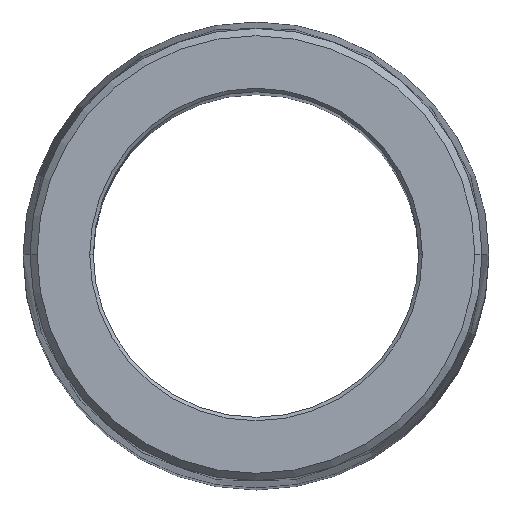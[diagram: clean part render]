
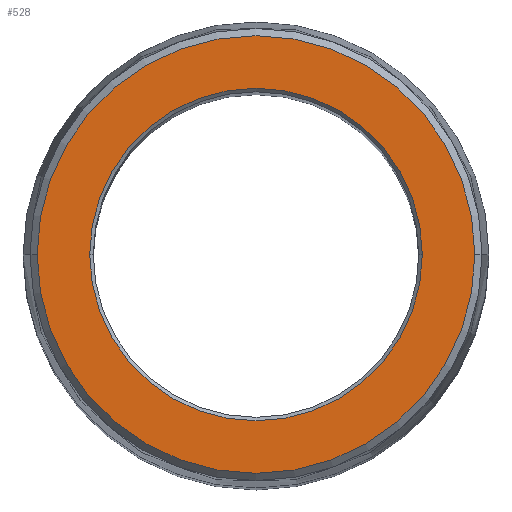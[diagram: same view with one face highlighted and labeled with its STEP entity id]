
A CAD part, top view. The second image highlights one B-rep face of the part: STEP entity #528.
In plain terms, the highlighted planar face has unit normal (0, 0, 1).
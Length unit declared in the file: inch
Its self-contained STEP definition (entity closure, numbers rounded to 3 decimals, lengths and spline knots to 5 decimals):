
#36 = PLANE ( 'NONE',  #185 ) ;
#40 = CARTESIAN_POINT ( 'NONE',  ( -0.77975, 0., 6. ) ) ;
#71 = EDGE_CURVE ( 'NONE', #499, #331, #125, .T. ) ;
#78 = ORIENTED_EDGE ( 'NONE', *, *, #71, .T. ) ;
#87 = FACE_BOUND ( 'NONE', #330, .T. ) ;
#92 = EDGE_CURVE ( 'NONE', #489, #108, #203, .T. ) ;
#99 = AXIS2_PLACEMENT_3D ( 'NONE', #426, #336, #253 ) ;
#108 = VERTEX_POINT ( 'NONE', #222 ) ;
#125 = CIRCLE ( 'NONE', #225, 0.5925 ) ;
#134 = AXIS2_PLACEMENT_3D ( 'NONE', #196, #282, #365 ) ;
#177 = DIRECTION ( 'NONE',  ( 1., 0., 0. ) ) ;
#185 = AXIS2_PLACEMENT_3D ( 'NONE', #333, #258, #177 ) ;
#187 = ORIENTED_EDGE ( 'NONE', *, *, #525, .T. ) ;
#196 = CARTESIAN_POINT ( 'NONE',  ( 0., 0., 6. ) ) ;
#203 = CIRCLE ( 'NONE', #310, 0.77975 ) ;
#215 = DIRECTION ( 'NONE',  ( 0., 0., 1. ) ) ;
#220 = DIRECTION ( 'NONE',  ( 1., 0., 0. ) ) ;
#222 = CARTESIAN_POINT ( 'NONE',  ( 0.77975, 0., 6. ) ) ;
#225 = AXIS2_PLACEMENT_3D ( 'NONE', #511, #465, #220 ) ;
#253 = DIRECTION ( 'NONE',  ( 1., 0., 0. ) ) ;
#258 = DIRECTION ( 'NONE',  ( 0., 0., 1. ) ) ;
#282 = DIRECTION ( 'NONE',  ( 0., 0., 1. ) ) ;
#285 = EDGE_LOOP ( 'NONE', ( #506, #505 ) ) ;
#288 = CARTESIAN_POINT ( 'NONE',  ( 0., 0., 6. ) ) ;
#292 = CIRCLE ( 'NONE', #99, 0.5925 ) ;
#310 = AXIS2_PLACEMENT_3D ( 'NONE', #288, #215, #507 ) ;
#324 = CARTESIAN_POINT ( 'NONE',  ( 0.5925, 0., 6. ) ) ;
#330 = EDGE_LOOP ( 'NONE', ( #187, #78 ) ) ;
#331 = VERTEX_POINT ( 'NONE', #324 ) ;
#333 = CARTESIAN_POINT ( 'NONE',  ( 0., 0., 6. ) ) ;
#336 = DIRECTION ( 'NONE',  ( 0., 0., -1. ) ) ;
#357 = CIRCLE ( 'NONE', #134, 0.77975 ) ;
#365 = DIRECTION ( 'NONE',  ( 1., 0., 0. ) ) ;
#372 = EDGE_CURVE ( 'NONE', #108, #489, #357, .T. ) ;
#388 = CARTESIAN_POINT ( 'NONE',  ( -0.5925, 0., 6. ) ) ;
#426 = CARTESIAN_POINT ( 'NONE',  ( 0., 0., 6. ) ) ;
#428 = FACE_OUTER_BOUND ( 'NONE', #285, .T. ) ;
#465 = DIRECTION ( 'NONE',  ( 0., 0., -1. ) ) ;
#489 = VERTEX_POINT ( 'NONE', #40 ) ;
#499 = VERTEX_POINT ( 'NONE', #388 ) ;
#505 = ORIENTED_EDGE ( 'NONE', *, *, #372, .T. ) ;
#506 = ORIENTED_EDGE ( 'NONE', *, *, #92, .T. ) ;
#507 = DIRECTION ( 'NONE',  ( 1., 0., 0. ) ) ;
#511 = CARTESIAN_POINT ( 'NONE',  ( 0., 0., 6. ) ) ;
#525 = EDGE_CURVE ( 'NONE', #331, #499, #292, .T. ) ;
#528 = ADVANCED_FACE ( 'NONE', ( #87, #428 ), #36, .T. ) ;
